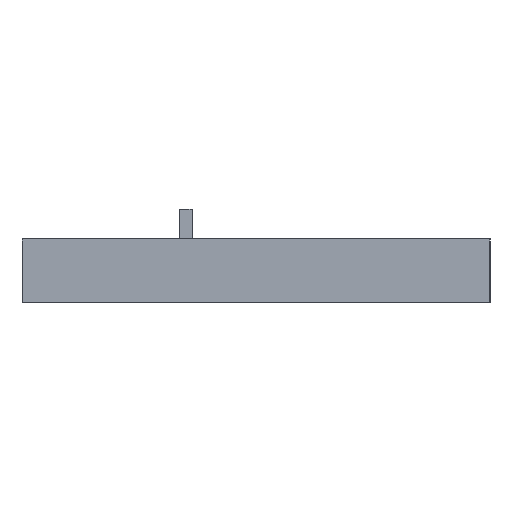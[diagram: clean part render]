
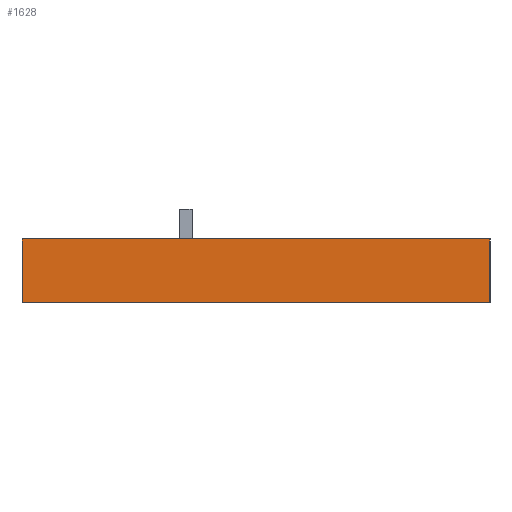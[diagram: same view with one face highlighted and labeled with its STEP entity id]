
A CAD part, left-side view. The second image highlights one B-rep face of the part: STEP entity #1628.
In plain terms, the highlighted planar face has unit normal (-1, 0, 0).
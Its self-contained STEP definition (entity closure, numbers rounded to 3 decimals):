
#101 = VECTOR ( 'NONE', #2301, 1000. ) ;
#140 = VERTEX_POINT ( 'NONE', #1864 ) ;
#150 = CARTESIAN_POINT ( 'NONE',  ( -82.16, -67.26, -5. ) ) ;
#153 = FACE_OUTER_BOUND ( 'NONE', #908, .T. ) ;
#292 = VECTOR ( 'NONE', #1410, 1000. ) ;
#340 = DIRECTION ( 'NONE',  ( 0., 0., 1. ) ) ;
#343 = DIRECTION ( 'NONE',  ( 1., 0., 0. ) ) ;
#428 = LINE ( 'NONE', #1533, #101 ) ;
#430 = VERTEX_POINT ( 'NONE', #1663 ) ;
#457 = ORIENTED_EDGE ( 'NONE', *, *, #995, .T. ) ;
#522 = EDGE_CURVE ( 'NONE', #2104, #430, #428, .T. ) ;
#533 = DIRECTION ( 'NONE',  ( 0., 1., 0. ) ) ;
#563 = VECTOR ( 'NONE', #1418, 1000. ) ;
#688 = CARTESIAN_POINT ( 'NONE',  ( -82.16, 42.74, -5. ) ) ;
#698 = CARTESIAN_POINT ( 'NONE',  ( -82.16, 42.74, 20. ) ) ;
#708 = CARTESIAN_POINT ( 'NONE',  ( -82.16, 42.74, -5. ) ) ;
#872 = ORIENTED_EDGE ( 'NONE', *, *, #1612, .F. ) ;
#908 = EDGE_LOOP ( 'NONE', ( #872, #1289, #457, #1436 ) ) ;
#995 = EDGE_CURVE ( 'NONE', #430, #2292, #1731, .T. ) ;
#997 = CARTESIAN_POINT ( 'NONE',  ( -82.16, 42.74, 5. ) ) ;
#1216 = VECTOR ( 'NONE', #340, 1000. ) ;
#1289 = ORIENTED_EDGE ( 'NONE', *, *, #522, .T. ) ;
#1410 = DIRECTION ( 'NONE',  ( 0., 0., 1. ) ) ;
#1418 = DIRECTION ( 'NONE',  ( 0., 1., 0. ) ) ;
#1436 = ORIENTED_EDGE ( 'NONE', *, *, #1584, .T. ) ;
#1533 = CARTESIAN_POINT ( 'NONE',  ( -82.16, 132.74, 5. ) ) ;
#1584 = EDGE_CURVE ( 'NONE', #2292, #140, #1618, .T. ) ;
#1612 = EDGE_CURVE ( 'NONE', #2104, #140, #1807, .T. ) ;
#1618 = LINE ( 'NONE', #698, #563 ) ;
#1628 = ADVANCED_FACE ( 'NONE', ( #153 ), #2386, .F. ) ;
#1663 = CARTESIAN_POINT ( 'NONE',  ( -82.16, -67.26, 5. ) ) ;
#1731 = LINE ( 'NONE', #150, #1216 ) ;
#1807 = LINE ( 'NONE', #688, #292 ) ;
#1864 = CARTESIAN_POINT ( 'NONE',  ( -82.16, 42.74, 20. ) ) ;
#2045 = AXIS2_PLACEMENT_3D ( 'NONE', #708, #343, #533 ) ;
#2104 = VERTEX_POINT ( 'NONE', #997 ) ;
#2292 = VERTEX_POINT ( 'NONE', #2390 ) ;
#2301 = DIRECTION ( 'NONE',  ( 0., -1., 0. ) ) ;
#2386 = PLANE ( 'NONE',  #2045 ) ;
#2390 = CARTESIAN_POINT ( 'NONE',  ( -82.16, -67.26, 20. ) ) ;
